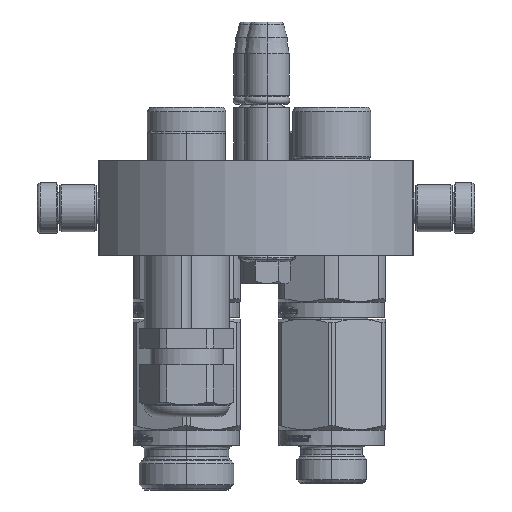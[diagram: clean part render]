
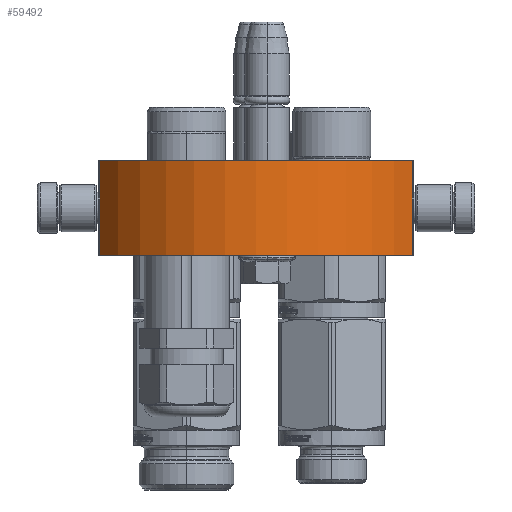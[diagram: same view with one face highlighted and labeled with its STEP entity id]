
A CAD part, left-side view. The second image highlights one B-rep face of the part: STEP entity #59492.
In plain terms, the highlighted cylindrical face has radius 57.25 mm (diameter 114.5 mm), a partial arc.
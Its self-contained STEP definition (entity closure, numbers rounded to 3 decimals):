
#3546 = VERTEX_POINT ( 'NONE', #52294 ) ;
#7870 = AXIS2_PLACEMENT_3D ( 'NONE', #28144, #18223, #28586 ) ;
#8252 = CARTESIAN_POINT ( 'NONE',  ( 0., 30., 0. ) ) ;
#11943 = EDGE_LOOP ( 'NONE', ( #53940, #44018, #41041, #58424 ) ) ;
#12600 = CARTESIAN_POINT ( 'NONE',  ( 0., 0., 0. ) ) ;
#13521 = DIRECTION ( 'NONE',  ( 0., 1., 0. ) ) ;
#15106 = VECTOR ( 'NONE', #21199, 1000. ) ;
#18223 = DIRECTION ( 'NONE',  ( 0., 1., 0. ) ) ;
#19414 = CYLINDRICAL_SURFACE ( 'NONE', #29240, 57.25 ) ;
#20168 = LINE ( 'NONE', #20634, #36411 ) ;
#20554 = CARTESIAN_POINT ( 'NONE',  ( 49.5, 0., -28.763 ) ) ;
#20634 = CARTESIAN_POINT ( 'NONE',  ( 49.5, 0., -28.763 ) ) ;
#21199 = DIRECTION ( 'NONE',  ( 0., 1., 0. ) ) ;
#26402 = EDGE_CURVE ( 'NONE', #60357, #35754, #20168, .T. ) ;
#26795 = CARTESIAN_POINT ( 'NONE',  ( -49.5, 30., -28.763 ) ) ;
#28144 = CARTESIAN_POINT ( 'NONE',  ( 0., 0., 0. ) ) ;
#28586 = DIRECTION ( 'NONE',  ( 0.865, 0., -0.502 ) ) ;
#28732 = EDGE_CURVE ( 'NONE', #60357, #3546, #32474, .T. ) ;
#29240 = AXIS2_PLACEMENT_3D ( 'NONE', #12600, #60097, #29745 ) ;
#29745 = DIRECTION ( 'NONE',  ( 1., 0., 0. ) ) ;
#32474 = CIRCLE ( 'NONE', #7870, 57.25 ) ;
#34875 = CARTESIAN_POINT ( 'NONE',  ( 49.5, 30., -28.763 ) ) ;
#35181 = CIRCLE ( 'NONE', #38644, 57.25 ) ;
#35754 = VERTEX_POINT ( 'NONE', #34875 ) ;
#36411 = VECTOR ( 'NONE', #56897, 1000. ) ;
#37548 = EDGE_CURVE ( 'NONE', #3546, #63587, #41045, .T. ) ;
#38644 = AXIS2_PLACEMENT_3D ( 'NONE', #8252, #13521, #44539 ) ;
#41041 = ORIENTED_EDGE ( 'NONE', *, *, #28732, .T. ) ;
#41045 = LINE ( 'NONE', #53179, #15106 ) ;
#44018 = ORIENTED_EDGE ( 'NONE', *, *, #26402, .F. ) ;
#44539 = DIRECTION ( 'NONE',  ( 0.865, 0., -0.502 ) ) ;
#52294 = CARTESIAN_POINT ( 'NONE',  ( -49.5, 0., -28.763 ) ) ;
#53179 = CARTESIAN_POINT ( 'NONE',  ( -49.5, 0., -28.763 ) ) ;
#53940 = ORIENTED_EDGE ( 'NONE', *, *, #62316, .F. ) ;
#56897 = DIRECTION ( 'NONE',  ( 0., 1., 0. ) ) ;
#58424 = ORIENTED_EDGE ( 'NONE', *, *, #37548, .T. ) ;
#59492 = ADVANCED_FACE ( 'NONE', ( #65601 ), #19414, .T. ) ;
#60097 = DIRECTION ( 'NONE',  ( 0., -1., 0. ) ) ;
#60357 = VERTEX_POINT ( 'NONE', #20554 ) ;
#62316 = EDGE_CURVE ( 'NONE', #35754, #63587, #35181, .T. ) ;
#63587 = VERTEX_POINT ( 'NONE', #26795 ) ;
#65601 = FACE_OUTER_BOUND ( 'NONE', #11943, .T. ) ;
